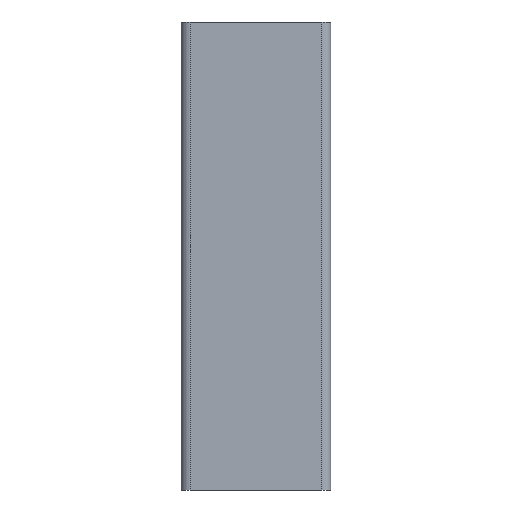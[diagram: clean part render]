
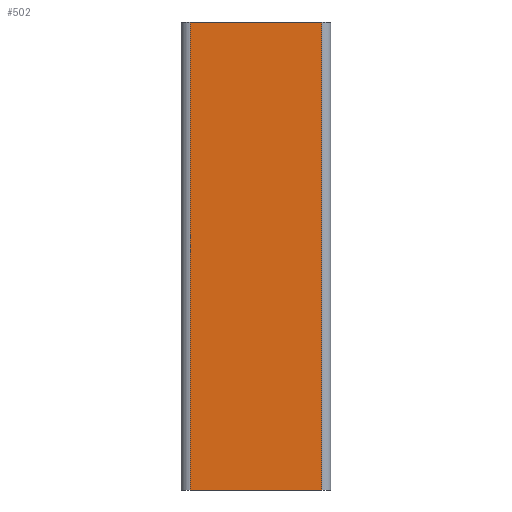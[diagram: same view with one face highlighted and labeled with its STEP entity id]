
A CAD part, front view. The second image highlights one B-rep face of the part: STEP entity #502.
In plain terms, the highlighted planar face has unit normal (0, -1, 0).
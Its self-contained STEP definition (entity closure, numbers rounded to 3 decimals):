
#8 = LINE ( 'NONE', #986, #781 ) ;
#70 = DIRECTION ( 'NONE',  ( 1., 0., 0. ) ) ;
#90 = DIRECTION ( 'NONE',  ( 0., 0., -1. ) ) ;
#143 = LINE ( 'NONE', #249, #468 ) ;
#181 = EDGE_CURVE ( 'NONE', #761, #585, #8, .T. ) ;
#191 = CARTESIAN_POINT ( 'NONE',  ( -7., -4.25, -25. ) ) ;
#230 = DIRECTION ( 'NONE',  ( 0., 0., 1. ) ) ;
#246 = CARTESIAN_POINT ( 'NONE',  ( -7., -4.25, 25. ) ) ;
#249 = CARTESIAN_POINT ( 'NONE',  ( -7., -4.25, -25. ) ) ;
#278 = VERTEX_POINT ( 'NONE', #191 ) ;
#290 = FACE_OUTER_BOUND ( 'NONE', #759, .T. ) ;
#295 = CARTESIAN_POINT ( 'NONE',  ( 7., -4.25, 25. ) ) ;
#301 = VECTOR ( 'NONE', #618, 1000. ) ;
#304 = VERTEX_POINT ( 'NONE', #847 ) ;
#331 = LINE ( 'NONE', #246, #803 ) ;
#372 = CARTESIAN_POINT ( 'NONE',  ( 7., -4.25, 25. ) ) ;
#440 = ORIENTED_EDGE ( 'NONE', *, *, #595, .F. ) ;
#468 = VECTOR ( 'NONE', #70, 1000. ) ;
#480 = DIRECTION ( 'NONE',  ( 1., 0., 0. ) ) ;
#502 = ADVANCED_FACE ( 'NONE', ( #290 ), #775, .F. ) ;
#507 = ORIENTED_EDGE ( 'NONE', *, *, #181, .F. ) ;
#530 = CARTESIAN_POINT ( 'NONE',  ( -7., -4.25, 25. ) ) ;
#563 = ORIENTED_EDGE ( 'NONE', *, *, #657, .T. ) ;
#585 = VERTEX_POINT ( 'NONE', #372 ) ;
#595 = EDGE_CURVE ( 'NONE', #585, #304, #1034, .T. ) ;
#618 = DIRECTION ( 'NONE',  ( 0., 0., -1. ) ) ;
#657 = EDGE_CURVE ( 'NONE', #278, #304, #143, .T. ) ;
#678 = ORIENTED_EDGE ( 'NONE', *, *, #1051, .T. ) ;
#682 = AXIS2_PLACEMENT_3D ( 'NONE', #953, #792, #230 ) ;
#759 = EDGE_LOOP ( 'NONE', ( #563, #440, #507, #678 ) ) ;
#761 = VERTEX_POINT ( 'NONE', #530 ) ;
#775 = PLANE ( 'NONE',  #682 ) ;
#781 = VECTOR ( 'NONE', #480, 1000. ) ;
#792 = DIRECTION ( 'NONE',  ( 0., 1., 0. ) ) ;
#803 = VECTOR ( 'NONE', #90, 1000. ) ;
#847 = CARTESIAN_POINT ( 'NONE',  ( 7., -4.25, -25. ) ) ;
#953 = CARTESIAN_POINT ( 'NONE',  ( -7., -4.25, 25. ) ) ;
#986 = CARTESIAN_POINT ( 'NONE',  ( -7., -4.25, 25. ) ) ;
#1034 = LINE ( 'NONE', #295, #301 ) ;
#1051 = EDGE_CURVE ( 'NONE', #761, #278, #331, .T. ) ;
